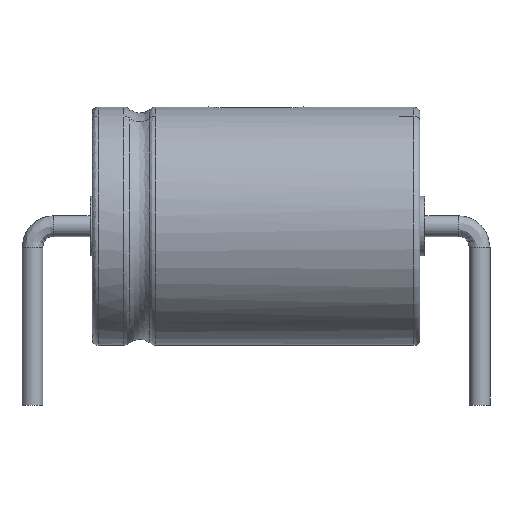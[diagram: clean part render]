
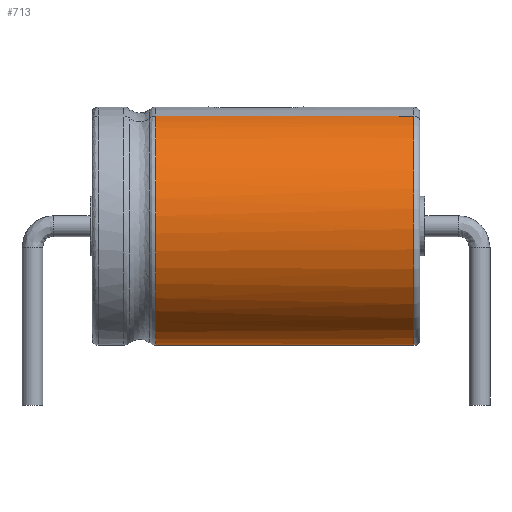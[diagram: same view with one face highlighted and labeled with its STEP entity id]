
A CAD part, front view. The second image highlights one B-rep face of the part: STEP entity #713.
In plain terms, the highlighted cylindrical face has radius 4 mm (diameter 8 mm), a partial arc.
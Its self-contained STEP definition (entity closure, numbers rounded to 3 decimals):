
#168=DIRECTION('',(-1.,0.,0.));
#182=DIRECTION('',(0.,0.383,0.924));
#285=VECTOR('',#286,1.);
#286=DIRECTION('',(1.,0.,0.));
#582=VERTEX_POINT('',#583);
#583=CARTESIAN_POINT('',(-3.365,1.531,7.696));
#591=ORIENTED_EDGE('',*,*,#592,.T.);
#592=EDGE_CURVE('',#582,#593,#595,.T.);
#593=VERTEX_POINT('',#594);
#594=CARTESIAN_POINT('',(-3.365,-1.531,7.696));
#595=B_SPLINE_CURVE_WITH_KNOTS('',12,(#596,#597,#598,#599,#600,#601,#602,#603,#604,#605,#606,#607,#608,#609,#610,#611,#612,#613,#614,#615,#616,#617,#618,#619,#620,#621,#622,#623,#624,#625,#626,#627,#628,#629,#630),.UNSPECIFIED.,.F.,.F.,(13,11,11,13),(-0.937,0.,21.991,22.928),.UNSPECIFIED.);
#596=CARTESIAN_POINT('',(-3.365,0.665,8.054));
#597=CARTESIAN_POINT('',(-3.365,0.738,8.024));
#598=CARTESIAN_POINT('',(-3.365,0.81,7.994));
#599=CARTESIAN_POINT('',(-3.365,0.883,7.964));
#600=CARTESIAN_POINT('',(-3.365,0.955,7.934));
#601=CARTESIAN_POINT('',(-3.365,1.027,7.904));
#602=CARTESIAN_POINT('',(-3.365,1.1,7.874));
#603=CARTESIAN_POINT('',(-3.365,1.172,7.844));
#604=CARTESIAN_POINT('',(-3.365,1.244,7.814));
#605=CARTESIAN_POINT('',(-3.365,1.316,7.785));
#606=CARTESIAN_POINT('',(-3.365,1.387,7.755));
#607=CARTESIAN_POINT('',(-3.365,1.459,7.725));
#608=CARTESIAN_POINT('',(-3.365,3.212,6.999));
#609=CARTESIAN_POINT('',(-3.365,4.573,5.457));
#610=CARTESIAN_POINT('',(-3.365,5.113,3.231));
#611=CARTESIAN_POINT('',(-3.365,4.411,0.845));
#612=CARTESIAN_POINT('',(-3.365,2.66,-0.932));
#613=CARTESIAN_POINT('',(-3.365,0.,-1.823));
#614=CARTESIAN_POINT('',(-3.365,-2.66,-0.932));
#615=CARTESIAN_POINT('',(-3.365,-4.411,0.845));
#616=CARTESIAN_POINT('',(-3.365,-5.113,3.231));
#617=CARTESIAN_POINT('',(-3.365,-4.573,5.457));
#618=CARTESIAN_POINT('',(-3.365,-3.212,6.999));
#619=CARTESIAN_POINT('',(-3.365,-1.459,7.725));
#620=CARTESIAN_POINT('',(-3.365,-1.387,7.755));
#621=CARTESIAN_POINT('',(-3.365,-1.316,7.785));
#622=CARTESIAN_POINT('',(-3.365,-1.244,7.814));
#623=CARTESIAN_POINT('',(-3.365,-1.172,7.844));
#624=CARTESIAN_POINT('',(-3.365,-1.1,7.874));
#625=CARTESIAN_POINT('',(-3.365,-1.027,7.904));
#626=CARTESIAN_POINT('',(-3.365,-0.955,7.934));
#627=CARTESIAN_POINT('',(-3.365,-0.883,7.964));
#628=CARTESIAN_POINT('',(-3.365,-0.81,7.994));
#629=CARTESIAN_POINT('',(-3.365,-0.738,8.024));
#630=CARTESIAN_POINT('',(-3.365,-0.665,8.054));
#713=ADVANCED_FACE('',(#714),#733,.T.);
#714=FACE_BOUND('',#715,.F.);
#715=EDGE_LOOP('',(#716,#591,#722,#728));
#716=ORIENTED_EDGE('',*,*,#717,.F.);
#717=EDGE_CURVE('',#582,#718,#720,.T.);
#718=VERTEX_POINT('',#719);
#719=CARTESIAN_POINT('',(5.3,1.531,7.696));
#720=LINE('',#721,#285);
#721=CARTESIAN_POINT('',(-3.5,1.531,7.696));
#722=ORIENTED_EDGE('',*,*,#723,.T.);
#723=EDGE_CURVE('',#593,#724,#726,.T.);
#724=VERTEX_POINT('',#725);
#725=CARTESIAN_POINT('',(5.3,-1.531,7.696));
#726=LINE('',#727,#285);
#727=CARTESIAN_POINT('',(-3.5,-1.531,7.696));
#728=ORIENTED_EDGE('',*,*,#729,.F.);
#729=EDGE_CURVE('',#718,#724,#730,.T.);
#730=CIRCLE('',#731,4.);
#731=AXIS2_PLACEMENT_3D('',#732,#168,#182);
#732=CARTESIAN_POINT('',(5.3,0.,4.));
#733=CYLINDRICAL_SURFACE('',#734,4.);
#734=AXIS2_PLACEMENT_3D('',#735,#286,#182);
#735=CARTESIAN_POINT('',(-3.5,0.,4.));
